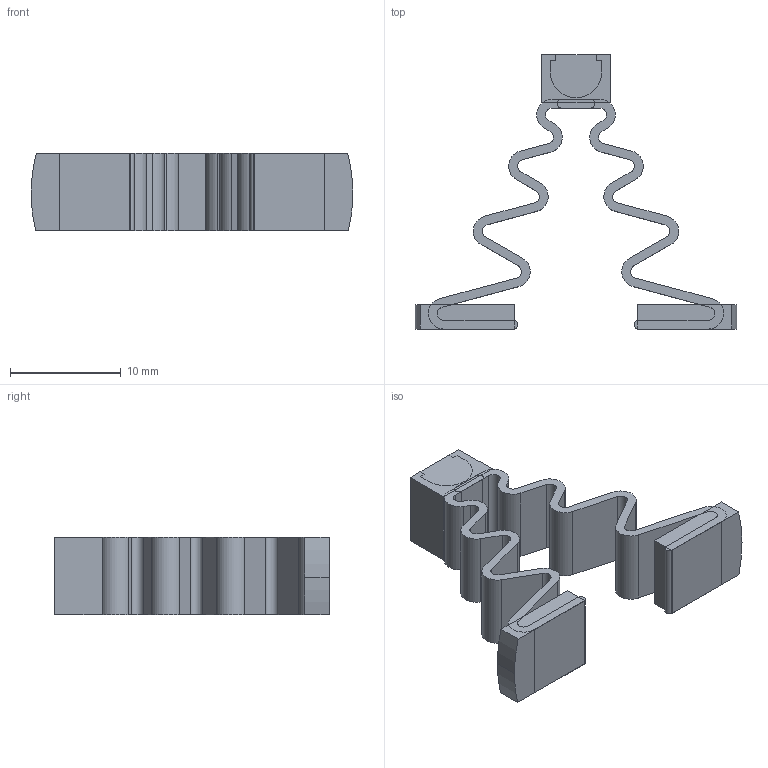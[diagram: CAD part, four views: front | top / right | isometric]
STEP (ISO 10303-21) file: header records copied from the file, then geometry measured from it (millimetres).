
FILE_DESCRIPTION(('FreeCAD Model'),'2;1');
FILE_NAME('Open CASCADE Shape Model','2024-09-26T11:37:33',(''),(''), 'Open CASCADE STEP processor 7.6','FreeCAD','Unknown');
FILE_SCHEMA(('AUTOMOTIVE_DESIGN { 1 0 10303 214 1 1 1 1 }'));
Length unit declared in the file: millimetre
Products named in the file (4): Modul_drazice_spring_42; Compound (Mirror #1); Compound; Body
Assembly tree (3 placements, depth 2):
  Modul_drazice_spring_42
    Compound (Mirror #1)
    Compound
    Body
Bounding box: 29.1 x 24.81 x 7 mm (x, y, z)
Volume: 911.7 mm3; surface area: 2168 mm2
Topology: 5 solids, 5 shells, 106 faces, 288 edges, 192 vertices
Faces by surface type: plane 69, cylinder 37
Entity records: 3453 total; most frequent: CARTESIAN_POINT 590, DIRECTION 583, ORIENTED_EDGE 576, EDGE_CURVE 288, LINE 213, VECTOR 213, VERTEX_POINT 192, AXIS2_PLACEMENT_3D 185
